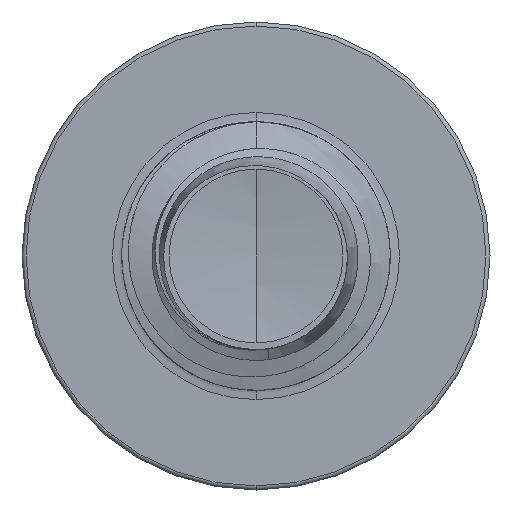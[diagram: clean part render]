
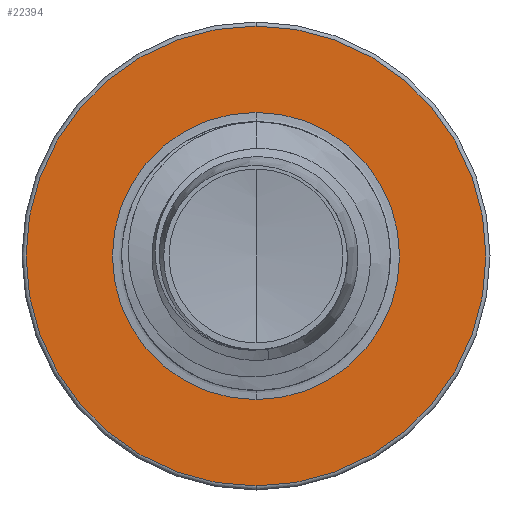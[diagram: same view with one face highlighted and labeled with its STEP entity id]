
A CAD part, front view. The second image highlights one B-rep face of the part: STEP entity #22394.
In plain terms, the highlighted planar face has unit normal (0, -1, 0).
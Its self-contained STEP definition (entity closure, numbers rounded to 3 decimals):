
#1259 = PLANE ( 'NONE',  #5618 ) ;
#1566 = CARTESIAN_POINT ( 'NONE',  ( 0., 11., -1.872 ) ) ;
#1943 = AXIS2_PLACEMENT_3D ( 'NONE', #21175, #10052, #23053 ) ;
#2635 = EDGE_CURVE ( 'NONE', #15396, #16128, #21467, .T. ) ;
#2664 = DIRECTION ( 'NONE',  ( 0., 1., 0. ) ) ;
#2863 = DIRECTION ( 'NONE',  ( 0., 1., 0. ) ) ;
#3448 = CIRCLE ( 'NONE', #14397, 2.998 ) ;
#4568 = CIRCLE ( 'NONE', #15386, 1.872 ) ;
#4661 = ORIENTED_EDGE ( 'NONE', *, *, #5900, .T. ) ;
#5618 = AXIS2_PLACEMENT_3D ( 'NONE', #23482, #17934, #6824 ) ;
#5900 = EDGE_CURVE ( 'NONE', #14666, #21512, #10394, .T. ) ;
#6514 = CARTESIAN_POINT ( 'NONE',  ( 0., 11., 2.998 ) ) ;
#6824 = DIRECTION ( 'NONE',  ( 0., 0., 1. ) ) ;
#7183 = CARTESIAN_POINT ( 'NONE',  ( 0., 11., 0. ) ) ;
#8334 = FACE_BOUND ( 'NONE', #21687, .T. ) ;
#9049 = DIRECTION ( 'NONE',  ( 0., 0., 1. ) ) ;
#9300 = ORIENTED_EDGE ( 'NONE', *, *, #2635, .F. ) ;
#10052 = DIRECTION ( 'NONE',  ( 0., 1., 0. ) ) ;
#10394 = CIRCLE ( 'NONE', #1943, 1.872 ) ;
#11075 = CARTESIAN_POINT ( 'NONE',  ( 0., 11., -2.997 ) ) ;
#12914 = CARTESIAN_POINT ( 'NONE',  ( 0., 11., 1.872 ) ) ;
#13764 = CARTESIAN_POINT ( 'NONE',  ( 0., 11., 0. ) ) ;
#13970 = CARTESIAN_POINT ( 'NONE',  ( 0., 11., 0. ) ) ;
#14397 = AXIS2_PLACEMENT_3D ( 'NONE', #13970, #2863, #15819 ) ;
#14666 = VERTEX_POINT ( 'NONE', #1566 ) ;
#14703 = ORIENTED_EDGE ( 'NONE', *, *, #22195, .T. ) ;
#15386 = AXIS2_PLACEMENT_3D ( 'NONE', #13764, #2664, #15614 ) ;
#15396 = VERTEX_POINT ( 'NONE', #11075 ) ;
#15614 = DIRECTION ( 'NONE',  ( 0., 0., 1. ) ) ;
#15819 = DIRECTION ( 'NONE',  ( 0., 0., 1. ) ) ;
#16128 = VERTEX_POINT ( 'NONE', #6514 ) ;
#16873 = EDGE_LOOP ( 'NONE', ( #23543, #9300 ) ) ;
#17265 = EDGE_CURVE ( 'NONE', #16128, #15396, #3448, .T. ) ;
#17934 = DIRECTION ( 'NONE',  ( 0., 1., 0. ) ) ;
#18784 = FACE_OUTER_BOUND ( 'NONE', #16873, .T. ) ;
#20156 = DIRECTION ( 'NONE',  ( 0., 1., 0. ) ) ;
#20441 = AXIS2_PLACEMENT_3D ( 'NONE', #7183, #20156, #9049 ) ;
#21175 = CARTESIAN_POINT ( 'NONE',  ( 0., 11., 0. ) ) ;
#21467 = CIRCLE ( 'NONE', #20441, 2.998 ) ;
#21512 = VERTEX_POINT ( 'NONE', #12914 ) ;
#21687 = EDGE_LOOP ( 'NONE', ( #14703, #4661 ) ) ;
#22195 = EDGE_CURVE ( 'NONE', #21512, #14666, #4568, .T. ) ;
#22394 = ADVANCED_FACE ( 'NONE', ( #18784, #8334 ), #1259, .F. ) ;
#23053 = DIRECTION ( 'NONE',  ( 0., 0., 1. ) ) ;
#23482 = CARTESIAN_POINT ( 'NONE',  ( 0., 11., -1.872 ) ) ;
#23543 = ORIENTED_EDGE ( 'NONE', *, *, #17265, .F. ) ;
